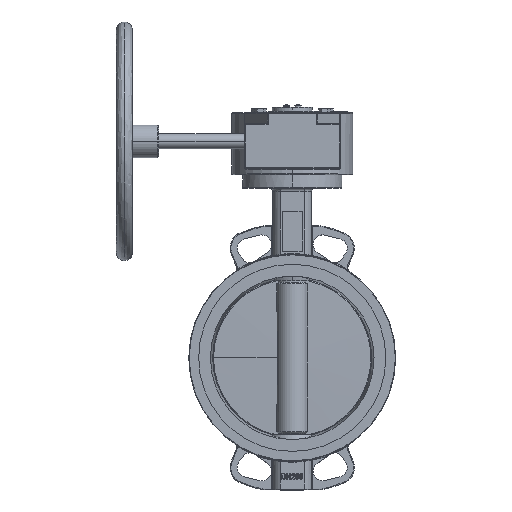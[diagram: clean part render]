
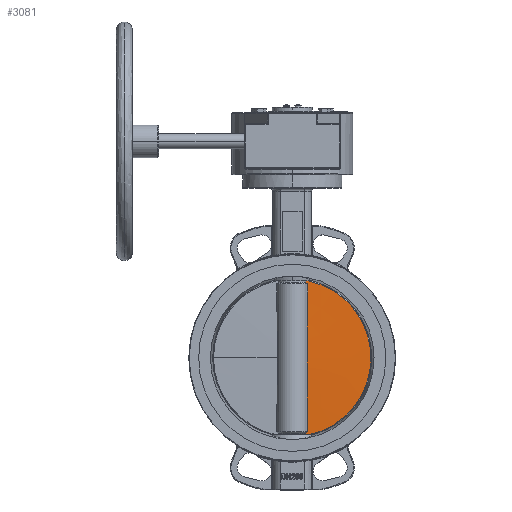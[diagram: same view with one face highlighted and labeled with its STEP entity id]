
A CAD part, top view. The second image highlights one B-rep face of the part: STEP entity #3081.
In plain terms, the highlighted conical face has half-angle 88.82 degrees and reference radius 48548.9 mm.
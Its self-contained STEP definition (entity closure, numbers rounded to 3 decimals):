
#591 = CARTESIAN_POINT ( 'NONE',  ( 17.968, -94.435, 5.057 ) ) ;
#640 = CARTESIAN_POINT ( 'NONE',  ( 17.968, 94.435, 5.057 ) ) ;
#2728 = CARTESIAN_POINT ( 'NONE',  ( 18.203, 96.85, 5.007 ) ) ;
#3071 = CARTESIAN_POINT ( 'NONE',  ( 18.984, -31.037, 6.294 ) ) ;
#3081 = ADVANCED_FACE ( 'NONE', ( #39357 ), #13639, .T. ) ;
#3090 = ORIENTED_EDGE ( 'NONE', *, *, #10035, .F. ) ;
#3207 = CARTESIAN_POINT ( 'NONE',  ( 20.032, 96.85, 5. ) ) ;
#3387 = CARTESIAN_POINT ( 'NONE',  ( 19.262, 77.584, 5.392 ) ) ;
#3443 = VERTEX_POINT ( 'NONE', #26165 ) ;
#3630 = CARTESIAN_POINT ( 'NONE',  ( 17.278, 95.1, 5.046 ) ) ;
#4063 = CARTESIAN_POINT ( 'NONE',  ( 19.344, -93.1, 5.079 ) ) ;
#5327 = VERTEX_POINT ( 'NONE', #15652 ) ;
#5491 = CARTESIAN_POINT ( 'NONE',  ( 17.289, 96.85, 5.011 ) ) ;
#5969 = ORIENTED_EDGE ( 'NONE', *, *, #33510, .T. ) ;
#6478 = B_SPLINE_CURVE_WITH_KNOTS ( 'NONE', 3,
 ( #36092, #21894, #591, #43522 ),
 .UNSPECIFIED., .F., .F.,
 ( 4, 4 ),
 ( 0., 0.003 ),
 .UNSPECIFIED. ) ;
#6965 = CARTESIAN_POINT ( 'NONE',  ( 19.172, -62.069, 5.704 ) ) ;
#7425 = B_SPLINE_CURVE_WITH_KNOTS ( 'NONE', 3,
 ( #8310, #40373, #43619, #11575 ),
 .UNSPECIFIED., .F., .F.,
 ( 4, 4 ),
 ( 0.02, 0.023 ),
 .UNSPECIFIED. ) ;
#7465 = VERTEX_POINT ( 'NONE', #4063 ) ;
#8260 = ORIENTED_EDGE ( 'NONE', *, *, #12685, .T. ) ;
#8310 = CARTESIAN_POINT ( 'NONE',  ( 17.289, -96.85, 5.011 ) ) ;
#8883 = DIRECTION ( 'NONE',  ( 0., 0., -1. ) ) ;
#9359 = CARTESIAN_POINT ( 'NONE',  ( 17.282, 95.683, 5.034 ) ) ;
#9897 = CARTESIAN_POINT ( 'NONE',  ( 19.262, -77.584, 5.392 ) ) ;
#10035 = EDGE_CURVE ( 'NONE', #19052, #27035, #29465, .T. ) ;
#10761 = CARTESIAN_POINT ( 'NONE',  ( 17.289, -96.85, 5.011 ) ) ;
#10912 = CARTESIAN_POINT ( 'NONE',  ( 17.278, -95.1, 5.046 ) ) ;
#11575 = CARTESIAN_POINT ( 'NONE',  ( 20.032, -96.85, 5. ) ) ;
#12401 = AXIS2_PLACEMENT_3D ( 'NONE', #40803, #8883, #12742 ) ;
#12685 = EDGE_CURVE ( 'NONE', #3443, #27035, #32007, .T. ) ;
#12742 = DIRECTION ( 'NONE',  ( -1., 0., 0. ) ) ;
#13639 = CONICAL_SURFACE ( 'NONE', #26062, 48548.88, 1.55 ) ;
#15652 = CARTESIAN_POINT ( 'NONE',  ( 19.344, 93.1, 5.079 ) ) ;
#16900 = CARTESIAN_POINT ( 'NONE',  ( 19.032, -38.795, 6.149 ) ) ;
#18051 = VERTEX_POINT ( 'NONE', #45527 ) ;
#18194 = CARTESIAN_POINT ( 'NONE',  ( 20.032, -96.85, 5. ) ) ;
#18228 = CARTESIAN_POINT ( 'NONE',  ( 17.285, -96.267, 5.023 ) ) ;
#18394 = EDGE_LOOP ( 'NONE', ( #32965, #8260, #3090, #40588, #5969, #29135, #41873, #40772 ) ) ;
#19052 = VERTEX_POINT ( 'NONE', #3630 ) ;
#20771 = CARTESIAN_POINT ( 'NONE',  ( 18.863, -7.762, 6.649 ) ) ;
#21703 = DIRECTION ( 'NONE',  ( 0., 0., -1. ) ) ;
#21894 = CARTESIAN_POINT ( 'NONE',  ( 18.657, -93.768, 5.068 ) ) ;
#23863 = CARTESIAN_POINT ( 'NONE',  ( 19.118, 96.85, 5.004 ) ) ;
#24424 = VERTEX_POINT ( 'NONE', #18194 ) ;
#25210 = CARTESIAN_POINT ( 'NONE',  ( 17.278, 95.1, 5.046 ) ) ;
#25517 = CARTESIAN_POINT ( 'NONE',  ( 19.344, 93.1, 5.079 ) ) ;
#26062 = AXIS2_PLACEMENT_3D ( 'NONE', #36060, #21703, #28861 ) ;
#26165 = CARTESIAN_POINT ( 'NONE',  ( 20.032, 96.85, 5. ) ) ;
#27035 = VERTEX_POINT ( 'NONE', #35621 ) ;
#27207 = EDGE_CURVE ( 'NONE', #7465, #39707, #6478, .T. ) ;
#27592 = EDGE_CURVE ( 'NONE', #18051, #24424, #7425, .T. ) ;
#27779 = CARTESIAN_POINT ( 'NONE',  ( 19.172, 62.068, 5.704 ) ) ;
#28098 = CARTESIAN_POINT ( 'NONE',  ( 19.344, -93.1, 5.079 ) ) ;
#28259 = CARTESIAN_POINT ( 'NONE',  ( 18.9, 15.518, 6.543 ) ) ;
#28861 = DIRECTION ( 'NONE',  ( -1., 0., 0. ) ) ;
#29135 = ORIENTED_EDGE ( 'NONE', *, *, #27207, .T. ) ;
#29465 = B_SPLINE_CURVE_WITH_KNOTS ( 'NONE', 3,
 ( #37213, #9359, #44510, #5491 ),
 .UNSPECIFIED., .F., .F.,
 ( 4, 4 ),
 ( 0.212, 0.214 ),
 .UNSPECIFIED. ) ;
#30108 = EDGE_CURVE ( 'NONE', #19052, #5327, #46132, .T. ) ;
#31389 = CARTESIAN_POINT ( 'NONE',  ( 18.863, 7.76, 6.649 ) ) ;
#31549 = CARTESIAN_POINT ( 'NONE',  ( 19.344, 93.1, 5.079 ) ) ;
#32007 = B_SPLINE_CURVE_WITH_KNOTS ( 'NONE', 3,
 ( #3207, #23863, #2728, #38033 ),
 .UNSPECIFIED., .F., .F.,
 ( 4, 4 ),
 ( 0.019, 0.022 ),
 .UNSPECIFIED. ) ;
#32245 = CARTESIAN_POINT ( 'NONE',  ( 17.282, -95.683, 5.034 ) ) ;
#32965 = ORIENTED_EDGE ( 'NONE', *, *, #33981, .F. ) ;
#33510 = EDGE_CURVE ( 'NONE', #5327, #7465, #38119, .T. ) ;
#33981 = EDGE_CURVE ( 'NONE', #3443, #24424, #36834, .T. ) ;
#35621 = CARTESIAN_POINT ( 'NONE',  ( 17.289, 96.85, 5.011 ) ) ;
#36060 = CARTESIAN_POINT ( 'NONE',  ( 0., 0., -992.963 ) ) ;
#36092 = CARTESIAN_POINT ( 'NONE',  ( 19.344, -93.1, 5.079 ) ) ;
#36130 = CARTESIAN_POINT ( 'NONE',  ( 18.657, 93.768, 5.068 ) ) ;
#36834 = CIRCLE ( 'NONE', #12401, 98.9 ) ;
#37213 = CARTESIAN_POINT ( 'NONE',  ( 17.278, 95.1, 5.046 ) ) ;
#38033 = CARTESIAN_POINT ( 'NONE',  ( 17.289, 96.85, 5.011 ) ) ;
#38119 = B_SPLINE_CURVE_WITH_KNOTS ( 'NONE', 3,
 ( #31549, #3387, #27779, #42263, #45977, #28259, #31389, #20771, #38528, #3071, #16900, #6965, #9897, #28098 ),
 .UNSPECIFIED., .F., .F.,
 ( 4, 2, 2, 2, 2, 2, 4 ),
 ( 0.014, 0.061, 0.084, 0.107, 0.13, 0.154, 0.2 ),
 .UNSPECIFIED. ) ;
#38528 = CARTESIAN_POINT ( 'NONE',  ( 18.9, -15.521, 6.543 ) ) ;
#39357 = FACE_OUTER_BOUND ( 'NONE', #18394, .T. ) ;
#39707 = VERTEX_POINT ( 'NONE', #43526 ) ;
#40373 = CARTESIAN_POINT ( 'NONE',  ( 18.203, -96.85, 5.007 ) ) ;
#40520 = B_SPLINE_CURVE_WITH_KNOTS ( 'NONE', 3,
 ( #10761, #18228, #32245, #10912 ),
 .UNSPECIFIED., .F., .F.,
 ( 4, 4 ),
 ( 0.02, 0.022 ),
 .UNSPECIFIED. ) ;
#40588 = ORIENTED_EDGE ( 'NONE', *, *, #30108, .T. ) ;
#40772 = ORIENTED_EDGE ( 'NONE', *, *, #27592, .T. ) ;
#40803 = CARTESIAN_POINT ( 'NONE',  ( 0., 0., 5. ) ) ;
#41873 = ORIENTED_EDGE ( 'NONE', *, *, #43950, .F. ) ;
#42263 = CARTESIAN_POINT ( 'NONE',  ( 19.032, 38.794, 6.149 ) ) ;
#43522 = CARTESIAN_POINT ( 'NONE',  ( 17.278, -95.1, 5.046 ) ) ;
#43526 = CARTESIAN_POINT ( 'NONE',  ( 17.278, -95.1, 5.046 ) ) ;
#43619 = CARTESIAN_POINT ( 'NONE',  ( 19.118, -96.85, 5.004 ) ) ;
#43950 = EDGE_CURVE ( 'NONE', #18051, #39707, #40520, .T. ) ;
#44510 = CARTESIAN_POINT ( 'NONE',  ( 17.285, 96.267, 5.023 ) ) ;
#45527 = CARTESIAN_POINT ( 'NONE',  ( 17.289, -96.85, 5.011 ) ) ;
#45977 = CARTESIAN_POINT ( 'NONE',  ( 18.984, 31.035, 6.294 ) ) ;
#46132 = B_SPLINE_CURVE_WITH_KNOTS ( 'NONE', 3,
 ( #25210, #640, #36130, #25517 ),
 .UNSPECIFIED., .F., .F.,
 ( 4, 4 ),
 ( 0.004, 0.006 ),
 .UNSPECIFIED. ) ;
